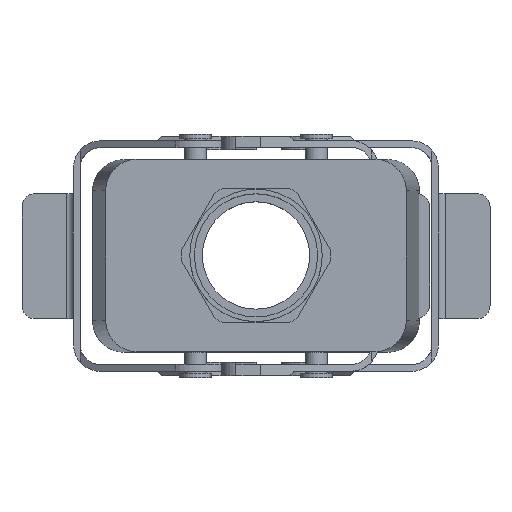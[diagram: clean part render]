
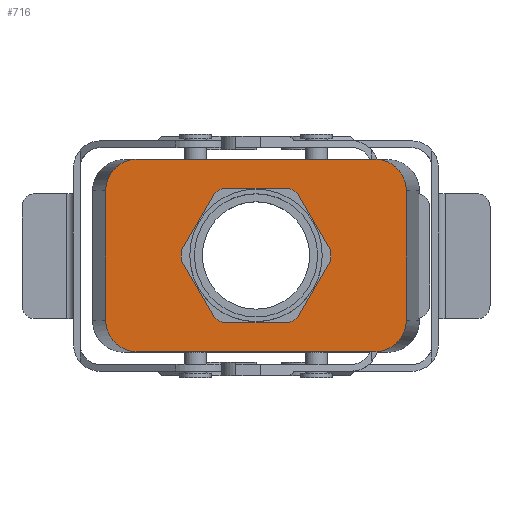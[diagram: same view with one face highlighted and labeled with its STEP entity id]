
A CAD part, top view. The second image highlights one B-rep face of the part: STEP entity #716.
In plain terms, the highlighted planar face has unit normal (0, 0, 1).
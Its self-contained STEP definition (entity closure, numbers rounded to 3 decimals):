
#716 = ADVANCED_FACE( '', ( #1473, #1474 ), #1475, .T. );
#1473 = FACE_BOUND( '', #2251, .T. );
#1474 = FACE_OUTER_BOUND( '', #2252, .T. );
#1475 = PLANE( '', #2253 );
#2251 = EDGE_LOOP( '', ( #4283, #4284, #4285, #4286, #4287, #4288, #4289, #4290, #4291, #4292, #4293, #4294 ) );
#2252 = EDGE_LOOP( '', ( #4295, #4296, #4297, #4298, #4299, #4300, #4301, #4302 ) );
#2253 = AXIS2_PLACEMENT_3D( '', #4303, #4304, #4305 );
#4283 = ORIENTED_EDGE( '', *, *, #4895, .F. );
#4284 = ORIENTED_EDGE( '', *, *, #4711, .T. );
#4285 = ORIENTED_EDGE( '', *, *, #5008, .F. );
#4286 = ORIENTED_EDGE( '', *, *, #5061, .T. );
#4287 = ORIENTED_EDGE( '', *, *, #5254, .F. );
#4288 = ORIENTED_EDGE( '', *, *, #5102, .T. );
#4289 = ORIENTED_EDGE( '', *, *, #4827, .F. );
#4290 = ORIENTED_EDGE( '', *, *, #4477, .T. );
#4291 = ORIENTED_EDGE( '', *, *, #5050, .F. );
#4292 = ORIENTED_EDGE( '', *, *, #5202, .T. );
#4293 = ORIENTED_EDGE( '', *, *, #5077, .F. );
#4294 = ORIENTED_EDGE( '', *, *, #5166, .T. );
#4295 = ORIENTED_EDGE( '', *, *, #4773, .T. );
#4296 = ORIENTED_EDGE( '', *, *, #5146, .T. );
#4297 = ORIENTED_EDGE( '', *, *, #4843, .F. );
#4298 = ORIENTED_EDGE( '', *, *, #4534, .F. );
#4299 = ORIENTED_EDGE( '', *, *, #5243, .T. );
#4300 = ORIENTED_EDGE( '', *, *, #5014, .F. );
#4301 = ORIENTED_EDGE( '', *, *, #4980, .F. );
#4302 = ORIENTED_EDGE( '', *, *, #5222, .T. );
#4303 = CARTESIAN_POINT( '', ( -33.6, 0., 72. ) );
#4304 = DIRECTION( '', ( 0., 0., 1. ) );
#4305 = DIRECTION( '', ( 1., 0., 0. ) );
#4477 = EDGE_CURVE( '', #5283, #5281, #5284, .T. );
#4534 = EDGE_CURVE( '', #5383, #5379, #5385, .T. );
#4711 = EDGE_CURVE( '', #5684, #5682, #5685, .T. );
#4773 = EDGE_CURVE( '', #5785, #5782, #5786, .T. );
#4827 = EDGE_CURVE( '', #5283, #5877, #5878, .T. );
#4843 = EDGE_CURVE( '', #5379, #5893, #5902, .T. );
#4895 = EDGE_CURVE( '', #5684, #5981, #5982, .T. );
#4980 = EDGE_CURVE( '', #6103, #6092, #6105, .T. );
#5008 = EDGE_CURVE( '', #6138, #5682, #6139, .T. );
#5014 = EDGE_CURVE( '', #6092, #6147, #6148, .T. );
#5050 = EDGE_CURVE( '', #6191, #5281, #6193, .T. );
#5061 = EDGE_CURVE( '', #6138, #6204, #6206, .T. );
#5077 = EDGE_CURVE( '', #6228, #6230, #6231, .T. );
#5102 = EDGE_CURVE( '', #6261, #5877, #6262, .T. );
#5146 = EDGE_CURVE( '', #5782, #5893, #6318, .T. );
#5166 = EDGE_CURVE( '', #6228, #5981, #6340, .T. );
#5202 = EDGE_CURVE( '', #6191, #6230, #6381, .T. );
#5222 = EDGE_CURVE( '', #6103, #5785, #6401, .T. );
#5243 = EDGE_CURVE( '', #5383, #6147, #6423, .T. );
#5254 = EDGE_CURVE( '', #6261, #6204, #6434, .T. );
#5281 = VERTEX_POINT( '', #6462 );
#5283 = VERTEX_POINT( '', #6465 );
#5284 = LINE( '', #6466, #6467 );
#5379 = VERTEX_POINT( '', #6601 );
#5383 = VERTEX_POINT( '', #6607 );
#5385 = LINE( '', #6610, #6611 );
#5682 = VERTEX_POINT( '', #7034 );
#5684 = VERTEX_POINT( '', #7037 );
#5685 = LINE( '', #7038, #7039 );
#5782 = VERTEX_POINT( '', #7173 );
#5785 = VERTEX_POINT( '', #7177 );
#5786 = ELLIPSE( '', #7178, 7.011, 7. );
#5877 = VERTEX_POINT( '', #7303 );
#5878 = CIRCLE( '', #7304, 16.75 );
#5893 = VERTEX_POINT( '', #7325 );
#5902 = ELLIPSE( '', #7339, 7.011, 7. );
#5981 = VERTEX_POINT( '', #7485 );
#5982 = CIRCLE( '', #7486, 16.75 );
#6092 = VERTEX_POINT( '', #7665 );
#6103 = VERTEX_POINT( '', #7683 );
#6105 = ELLIPSE( '', #7686, 7.011, 7. );
#6138 = VERTEX_POINT( '', #7732 );
#6139 = CIRCLE( '', #7733, 16.75 );
#6147 = VERTEX_POINT( '', #7742 );
#6148 = LINE( '', #7743, #7744 );
#6191 = VERTEX_POINT( '', #7804 );
#6193 = CIRCLE( '', #7807, 16.75 );
#6204 = VERTEX_POINT( '', #7822 );
#6206 = LINE( '', #7825, #7826 );
#6228 = VERTEX_POINT( '', #7854 );
#6230 = VERTEX_POINT( '', #7857 );
#6231 = CIRCLE( '', #7858, 16.75 );
#6261 = VERTEX_POINT( '', #7900 );
#6262 = LINE( '', #7901, #7902 );
#6318 = LINE( '', #7984, #7985 );
#6340 = LINE( '', #8017, #8018 );
#6381 = LINE( '', #8120, #8121 );
#6401 = LINE( '', #8163, #8164 );
#6423 = ELLIPSE( '', #8193, 7.011, 7. );
#6434 = CIRCLE( '', #8226, 16.75 );
#6462 = CARTESIAN_POINT( '', ( 9.263, -13.955, 72. ) );
#6465 = CARTESIAN_POINT( '', ( 16.717, -1.045, 72. ) );
#6466 = CARTESIAN_POINT( '', ( 16.717, -1.045, 72. ) );
#6467 = VECTOR( '', #8255, 1000. );
#6601 = CARTESIAN_POINT( '', ( 33.6, -14.5, 72. ) );
#6607 = CARTESIAN_POINT( '', ( 33.6, 14.5, 72. ) );
#6610 = CARTESIAN_POINT( '', ( 33.6, 0., 72. ) );
#6611 = VECTOR( '', #8314, 1000. );
#7034 = CARTESIAN_POINT( '', ( -9.263, 13.955, 72. ) );
#7037 = CARTESIAN_POINT( '', ( -16.717, 1.045, 72. ) );
#7038 = CARTESIAN_POINT( '', ( -16.717, 1.045, 72. ) );
#7039 = VECTOR( '', #8511, 1000. );
#7173 = CARTESIAN_POINT( '', ( -26.589, -21.5, 72. ) );
#7177 = CARTESIAN_POINT( '', ( -33.6, -14.5, 72. ) );
#7178 = AXIS2_PLACEMENT_3D( '', #8576, #8577, #8578 );
#7303 = CARTESIAN_POINT( '', ( 16.717, 1.045, 72. ) );
#7304 = AXIS2_PLACEMENT_3D( '', #8643, #8644, #8645 );
#7325 = CARTESIAN_POINT( '', ( 26.589, -21.5, 72. ) );
#7339 = AXIS2_PLACEMENT_3D( '', #8663, #8664, #8665 );
#7485 = CARTESIAN_POINT( '', ( -16.717, -1.045, 72. ) );
#7486 = AXIS2_PLACEMENT_3D( '', #8722, #8723, #8724 );
#7665 = CARTESIAN_POINT( '', ( -26.589, 21.5, 72. ) );
#7683 = CARTESIAN_POINT( '', ( -33.6, 14.5, 72. ) );
#7686 = AXIS2_PLACEMENT_3D( '', #8807, #8808, #8809 );
#7732 = CARTESIAN_POINT( '', ( -7.454, 15., 72. ) );
#7733 = AXIS2_PLACEMENT_3D( '', #8834, #8835, #8836 );
#7742 = CARTESIAN_POINT( '', ( 26.589, 21.5, 72. ) );
#7743 = CARTESIAN_POINT( '', ( -33.6, 21.5, 72. ) );
#7744 = VECTOR( '', #8844, 1000. );
#7804 = CARTESIAN_POINT( '', ( 7.454, -15., 72. ) );
#7807 = AXIS2_PLACEMENT_3D( '', #8877, #8878, #8879 );
#7822 = CARTESIAN_POINT( '', ( 7.454, 15., 72. ) );
#7825 = CARTESIAN_POINT( '', ( -7.454, 15., 72. ) );
#7826 = VECTOR( '', #8885, 1000. );
#7854 = CARTESIAN_POINT( '', ( -9.263, -13.955, 72. ) );
#7857 = CARTESIAN_POINT( '', ( -7.454, -15., 72. ) );
#7858 = AXIS2_PLACEMENT_3D( '', #8904, #8905, #8906 );
#7900 = CARTESIAN_POINT( '', ( 9.263, 13.955, 72. ) );
#7901 = CARTESIAN_POINT( '', ( 9.263, 13.955, 72. ) );
#7902 = VECTOR( '', #8928, 1000. );
#7984 = CARTESIAN_POINT( '', ( -33.6, -21.5, 72. ) );
#7985 = VECTOR( '', #8964, 1000. );
#8017 = CARTESIAN_POINT( '', ( -9.263, -13.955, 72. ) );
#8018 = VECTOR( '', #8975, 1000. );
#8120 = CARTESIAN_POINT( '', ( 7.454, -15., 72. ) );
#8121 = VECTOR( '', #8994, 1000. );
#8163 = CARTESIAN_POINT( '', ( -33.6, 0., 72. ) );
#8164 = VECTOR( '', #9001, 1000. );
#8193 = AXIS2_PLACEMENT_3D( '', #9014, #9015, #9016 );
#8226 = AXIS2_PLACEMENT_3D( '', #9018, #9019, #9020 );
#8255 = DIRECTION( '', ( -0.5, -0.866, 0. ) );
#8314 = DIRECTION( '', ( 0., -1., 0. ) );
#8511 = DIRECTION( '', ( 0.5, 0.866, 0. ) );
#8576 = CARTESIAN_POINT( '', ( -26.589, -14.5, 72. ) );
#8577 = DIRECTION( '', ( 0., 0., 1. ) );
#8578 = DIRECTION( '', ( -1., 0., 0. ) );
#8643 = CARTESIAN_POINT( '', ( 0., 0., 72. ) );
#8644 = DIRECTION( '', ( 0., 0., 1. ) );
#8645 = DIRECTION( '', ( 1., 0., 0. ) );
#8663 = CARTESIAN_POINT( '', ( 26.589, -14.5, 72. ) );
#8664 = DIRECTION( '', ( 0., 0., -1. ) );
#8665 = DIRECTION( '', ( 1., 0., 0. ) );
#8722 = CARTESIAN_POINT( '', ( 0., 0., 72. ) );
#8723 = DIRECTION( '', ( 0., 0., 1. ) );
#8724 = DIRECTION( '', ( 1., 0., 0. ) );
#8807 = CARTESIAN_POINT( '', ( -26.589, 14.5, 72. ) );
#8808 = DIRECTION( '', ( 0., 0., -1. ) );
#8809 = DIRECTION( '', ( -1., 0., 0. ) );
#8834 = CARTESIAN_POINT( '', ( 0., 0., 72. ) );
#8835 = DIRECTION( '', ( 0., 0., 1. ) );
#8836 = DIRECTION( '', ( 1., 0., 0. ) );
#8844 = DIRECTION( '', ( 1., 0., 0. ) );
#8877 = CARTESIAN_POINT( '', ( 0., 0., 72. ) );
#8878 = DIRECTION( '', ( 0., 0., 1. ) );
#8879 = DIRECTION( '', ( 1., 0., 0. ) );
#8885 = DIRECTION( '', ( 1., 0., 0. ) );
#8904 = CARTESIAN_POINT( '', ( 0., 0., 72. ) );
#8905 = DIRECTION( '', ( 0., 0., 1. ) );
#8906 = DIRECTION( '', ( 1., 0., 0. ) );
#8928 = DIRECTION( '', ( 0.5, -0.866, 0. ) );
#8964 = DIRECTION( '', ( 1., 0., 0. ) );
#8975 = DIRECTION( '', ( -0.5, 0.866, 0. ) );
#8994 = DIRECTION( '', ( -1., 0., 0. ) );
#9001 = DIRECTION( '', ( 0., -1., 0. ) );
#9014 = CARTESIAN_POINT( '', ( 26.589, 14.5, 72. ) );
#9015 = DIRECTION( '', ( 0., 0., 1. ) );
#9016 = DIRECTION( '', ( 1., 0., 0. ) );
#9018 = CARTESIAN_POINT( '', ( 0., 0., 72. ) );
#9019 = DIRECTION( '', ( 0., 0., 1. ) );
#9020 = DIRECTION( '', ( 1., 0., 0. ) );
